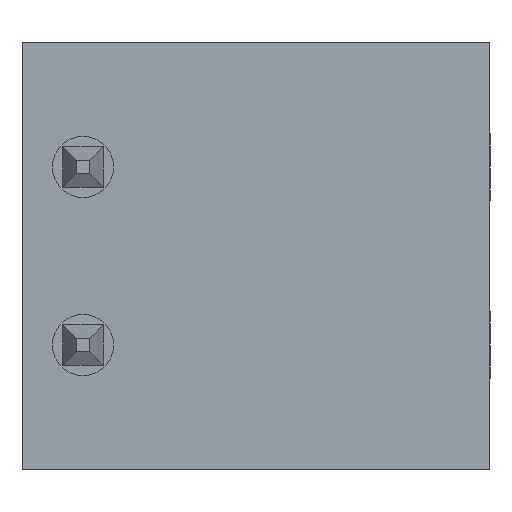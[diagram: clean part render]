
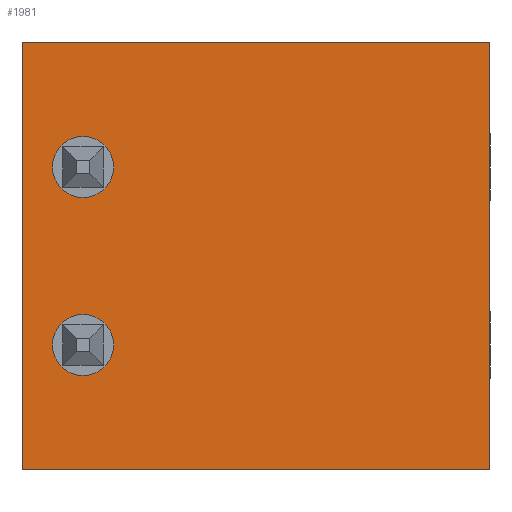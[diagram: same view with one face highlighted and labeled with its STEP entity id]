
A CAD part, front view. The second image highlights one B-rep face of the part: STEP entity #1981.
In plain terms, the highlighted planar face has unit normal (0, -1, 0).
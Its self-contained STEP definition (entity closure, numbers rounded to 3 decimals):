
#626 = PLANE ( 'NONE',  #4341 ) ;
#632 = CARTESIAN_POINT ( 'NONE',  ( 3.1, 0., 0. ) ) ;
#633 = DIRECTION ( 'NONE',  ( 0., -1., 0. ) ) ;
#634 = DIRECTION ( 'NONE',  ( 1., 0., 0. ) ) ;
#1321 = CARTESIAN_POINT ( 'NONE',  ( 0., 0., 0. ) ) ;
#1326 = DIRECTION ( 'NONE',  ( 0., 0., -1. ) ) ;
#1330 = CARTESIAN_POINT ( 'NONE',  ( 3.1, 0., -5.95 ) ) ;
#1331 = DIRECTION ( 'NONE',  ( 1., 0., 0. ) ) ;
#1334 = CARTESIAN_POINT ( 'NONE',  ( 9.2, 0., 0. ) ) ;
#1335 = DIRECTION ( 'NONE',  ( 0., 0., 1. ) ) ;
#1336 = CARTESIAN_POINT ( 'NONE',  ( 3.1, 0., 2.45 ) ) ;
#1337 = DIRECTION ( 'NONE',  ( -1., 0., 0. ) ) ;
#1338 = CARTESIAN_POINT ( 'NONE',  ( 1.2, 0., 0. ) ) ;
#1339 = DIRECTION ( 'NONE',  ( 0., 1., 0. ) ) ;
#1340 = DIRECTION ( 'NONE',  ( 1., 0., 0. ) ) ;
#1343 = CARTESIAN_POINT ( 'NONE',  ( 1.2, 0., -3.5 ) ) ;
#1344 = DIRECTION ( 'NONE',  ( 0., 1., 0. ) ) ;
#1345 = DIRECTION ( 'NONE',  ( 1., 0., 0. ) ) ;
#1573 = CIRCLE ( 'NONE', #4078, 0.6 ) ;
#1842 = CARTESIAN_POINT ( 'NONE',  ( 1.2, 0., -3.5 ) ) ;
#1843 = DIRECTION ( 'NONE',  ( 0., 1., 0. ) ) ;
#1844 = DIRECTION ( 'NONE',  ( 1., 0., 0. ) ) ;
#1981 = ADVANCED_FACE ( 'NONE', ( #3640, #3636, #3639 ), #626, .T. ) ;
#2215 = LINE ( 'NONE', #1321, #2219 ) ;
#2219 = VECTOR ( 'NONE', #1326, 1000. ) ;
#2222 = LINE ( 'NONE', #1330, #2225 ) ;
#2225 = VECTOR ( 'NONE', #1331, 1000. ) ;
#2226 = LINE ( 'NONE', #1334, #2229 ) ;
#2228 = LINE ( 'NONE', #1336, #2231 ) ;
#2229 = VECTOR ( 'NONE', #1335, 1000. ) ;
#2230 = CIRCLE ( 'NONE', #4095, 0.6 ) ;
#2231 = VECTOR ( 'NONE', #1337, 1000. ) ;
#2232 = CIRCLE ( 'NONE', #4096, 0.6 ) ;
#2456 = CARTESIAN_POINT ( 'NONE',  ( 1.8, 0., 0. ) ) ;
#2469 = CARTESIAN_POINT ( 'NONE',  ( 0.6, 0., -3.5 ) ) ;
#2488 = CARTESIAN_POINT ( 'NONE',  ( 1.8, 0., -3.5 ) ) ;
#2511 = CARTESIAN_POINT ( 'NONE',  ( 9.2, 0., -5.95 ) ) ;
#2513 = CARTESIAN_POINT ( 'NONE',  ( 0., 0., 2.45 ) ) ;
#2521 = CARTESIAN_POINT ( 'NONE',  ( 0., 0., -5.95 ) ) ;
#2534 = CARTESIAN_POINT ( 'NONE',  ( 0.6, 0., 0. ) ) ;
#2535 = CARTESIAN_POINT ( 'NONE',  ( 9.2, 0., 2.45 ) ) ;
#2766 = CARTESIAN_POINT ( 'NONE',  ( 1.2, 0., 0. ) ) ;
#2767 = DIRECTION ( 'NONE',  ( 0., 1., 0. ) ) ;
#2768 = DIRECTION ( 'NONE',  ( 1., 0., 0. ) ) ;
#3636 = FACE_BOUND ( 'NONE', #4681, .T. ) ;
#3639 = FACE_OUTER_BOUND ( 'NONE', #5006, .T. ) ;
#3640 = FACE_BOUND ( 'NONE', #5001, .T. ) ;
#4044 = AXIS2_PLACEMENT_3D ( 'NONE', #2766, #2767, #2768 ) ;
#4078 = AXIS2_PLACEMENT_3D ( 'NONE', #1842, #1843, #1844 ) ;
#4095 = AXIS2_PLACEMENT_3D ( 'NONE', #1338, #1339, #1340 ) ;
#4096 = AXIS2_PLACEMENT_3D ( 'NONE', #1343, #1344, #1345 ) ;
#4341 = AXIS2_PLACEMENT_3D ( 'NONE', #632, #633, #634 ) ;
#4681 = EDGE_LOOP ( 'NONE', ( #6118, #6187 ) ) ;
#5001 = EDGE_LOOP ( 'NONE', ( #6074, #6161 ) ) ;
#5006 = EDGE_LOOP ( 'NONE', ( #6013, #6110, #6204, #6070 ) ) ;
#5264 = VERTEX_POINT ( 'NONE', #2456 ) ;
#5297 = VERTEX_POINT ( 'NONE', #2469 ) ;
#5323 = VERTEX_POINT ( 'NONE', #2488 ) ;
#5378 = VERTEX_POINT ( 'NONE', #2511 ) ;
#5381 = VERTEX_POINT ( 'NONE', #2513 ) ;
#5391 = VERTEX_POINT ( 'NONE', #2521 ) ;
#5426 = VERTEX_POINT ( 'NONE', #2535 ) ;
#5430 = VERTEX_POINT ( 'NONE', #2534 ) ;
#5720 = EDGE_CURVE ( 'NONE', #5430, #5264, #6265, .T. ) ;
#6013 = ORIENTED_EDGE ( 'NONE', *, *, #7157, .T. ) ;
#6070 = ORIENTED_EDGE ( 'NONE', *, *, #7155, .T. ) ;
#6074 = ORIENTED_EDGE ( 'NONE', *, *, #7160, .T. ) ;
#6110 = ORIENTED_EDGE ( 'NONE', *, *, #7158, .T. ) ;
#6118 = ORIENTED_EDGE ( 'NONE', *, *, #7159, .T. ) ;
#6161 = ORIENTED_EDGE ( 'NONE', *, *, #6828, .T. ) ;
#6187 = ORIENTED_EDGE ( 'NONE', *, *, #5720, .T. ) ;
#6204 = ORIENTED_EDGE ( 'NONE', *, *, #7152, .T. ) ;
#6265 = CIRCLE ( 'NONE', #4044, 0.6 ) ;
#6828 = EDGE_CURVE ( 'NONE', #5297, #5323, #1573, .T. ) ;
#7152 = EDGE_CURVE ( 'NONE', #5381, #5391, #2215, .T. ) ;
#7155 = EDGE_CURVE ( 'NONE', #5391, #5378, #2222, .T. ) ;
#7157 = EDGE_CURVE ( 'NONE', #5378, #5426, #2226, .T. ) ;
#7158 = EDGE_CURVE ( 'NONE', #5426, #5381, #2228, .T. ) ;
#7159 = EDGE_CURVE ( 'NONE', #5264, #5430, #2230, .T. ) ;
#7160 = EDGE_CURVE ( 'NONE', #5323, #5297, #2232, .T. ) ;
